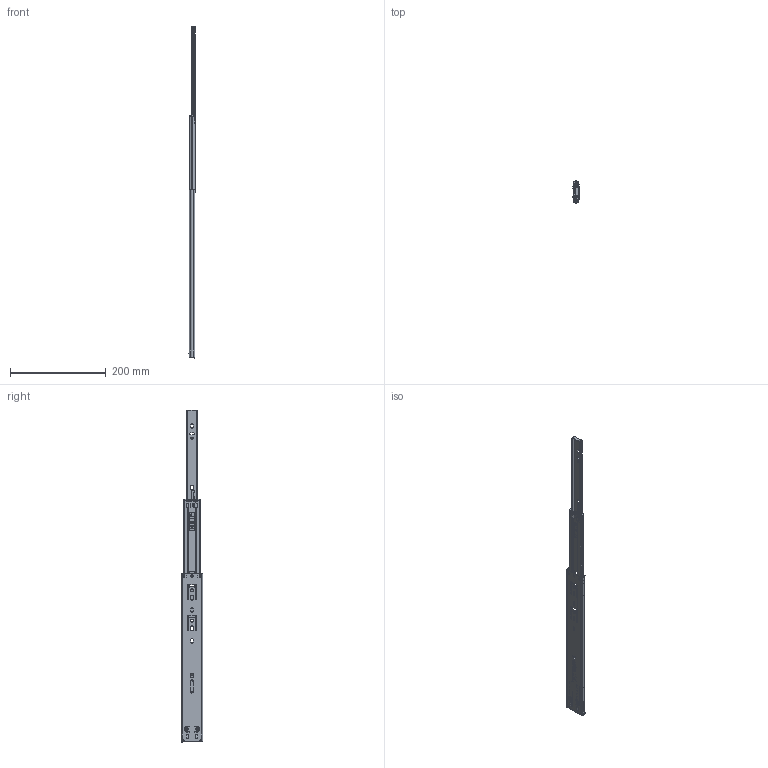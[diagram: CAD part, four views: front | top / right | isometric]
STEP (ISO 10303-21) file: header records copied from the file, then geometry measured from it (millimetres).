
FILE_DESCRIPTION (( 'STEP AP214' ), '1' );
FILE_NAME ('45#Ë«»º³å14´çopen.STEP', '2024-10-10T08:43:32', ( '' ), ( '' ), 'SwSTEP 2.0', 'SolidWorks 2016', '' );
FILE_SCHEMA (( 'AUTOMOTIVE_DESIGN' ));
Length unit declared in the file: millimetre
Products named in the file (13): 45紩殤14渡; 導邧1; 紩沭76; 詩紩4.72; 45#邧遣喳俋寢14渡; 45中轨胶塞; 45#邧遣喳笢寢14渡; 導邧2; 45#邧遣喳囀寢14渡; 邧遣蝶諶; 導邧粟; 45#邧遣喳14渡open; 45癹弇坶
Assembly tree (42 placements, depth 3):
  45#邧遣喳14渡open
    45#邧遣喳俋寢14渡
    45#邧遣喳笢寢14渡
    45#邧遣喳囀寢14渡
    45紩殤14渡
    詩紩4.72  x30
    紩沭76  x2
    導邧粟
      導邧1
      導邧2
    45中轨胶塞
    邧遣蝶諶
    45癹弇坶
Bounding box: 13.23 x 45.47 x 692.01 mm (x, y, z)
Volume: 80041.7 mm3; surface area: 135111.8 mm2
Topology: 44 solids, 44 shells, 2550 faces, 7177 edges, 4479 vertices
Faces by surface type: plane 1114, cylinder 836, bspline 205, sphere 194, torus 166, cone 35
Entity records: 78686 total; most frequent: CARTESIAN_POINT 20814, ORIENTED_EDGE 12582, DIRECTION 11411, EDGE_CURVE 6291, VERTEX_POINT 4001, AXIS2_PLACEMENT_3D 3932, VECTOR 3547, LINE 3547
